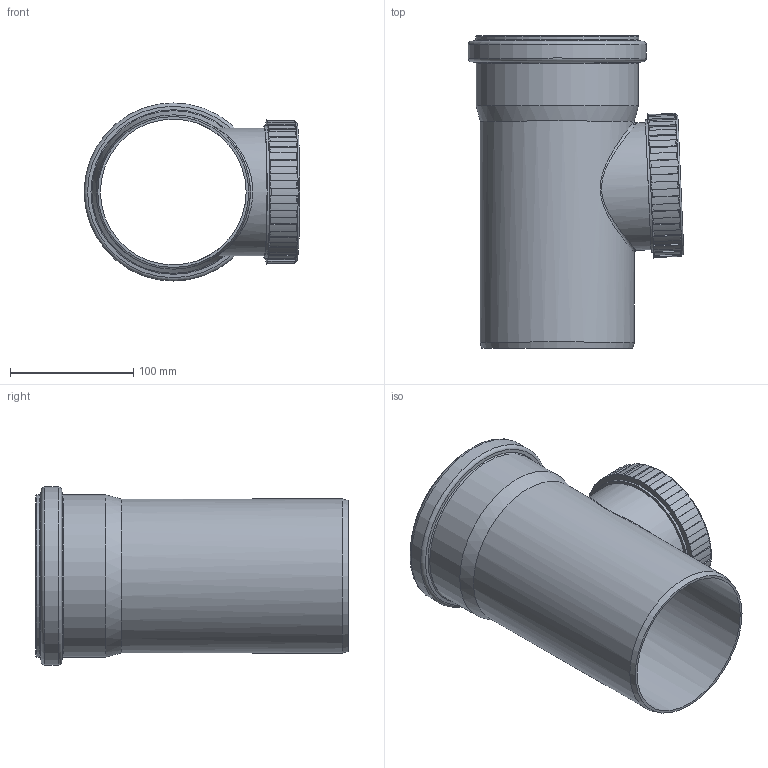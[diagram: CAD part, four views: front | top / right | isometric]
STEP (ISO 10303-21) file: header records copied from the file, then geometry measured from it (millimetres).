
FILE_DESCRIPTION(/* description */ (''),/* implementation_level */ '2;1');
FILE_NAME(/* name */ '176600 HTsafeRE DN_OD 125 Zusammenbau.stp',/* time_stamp */ '2017-03-13T12:16:05+01:00',/* author */ ('user1'),/* organization */ (''),/* preprocessor_version */ 'ST-DEVELOPER v16.1',/* originating_system */ 'Autodesk Inventor 2016',/* authorisation */ '');
FILE_SCHEMA (('AUTOMOTIVE_DESIGN { 1 0 10303 214 3 1 1 }'));
Length unit declared in the file: millimetre
Products named in the file (3): 116600 HTRE DN_OD 125; 115600 HTRE DN_OD 110 Deckel; 176600 HTsafeRE DN_OD 125 Zusammenbau
Assembly tree (2 placements, depth 2):
  176600 HTsafeRE DN_OD 125 Zusammenbau
    116600 HTRE DN_OD 125
    115600 HTRE DN_OD 110 Deckel
Bounding box: 175.25 x 254 x 144.8 mm (x, y, z)
Volume: 433695.9 mm3; surface area: 263495.1 mm2
Topology: 2 solids, 2 shells, 266 faces, 747 edges, 519 vertices
Faces by surface type: plane 145, cylinder 52, torus 46, cone 14, bspline 9
Full cylindrical faces by diameter (mm): 96.7 x1, 98 x1, 103.4 x2, 103.6 x1, 104 x1, 108 x2, 114 x1, 118.5 x1, 125.3 x1, 126 x1, 126.2 x2, 132 x1, 132.2 x1, 138.8 x1, 144.8 x1
Entity records: 9055 total; most frequent: CARTESIAN_POINT 2184, DIRECTION 1493, ORIENTED_EDGE 1344, EDGE_CURVE 672, AXIS2_PLACEMENT_3D 573, VERTEX_POINT 466, LINE 347, VECTOR 347
